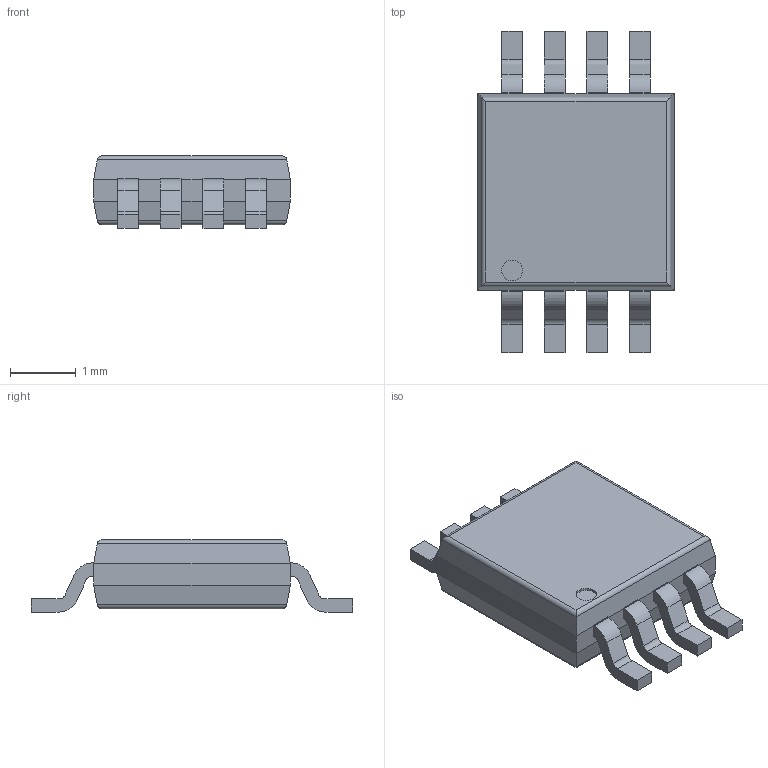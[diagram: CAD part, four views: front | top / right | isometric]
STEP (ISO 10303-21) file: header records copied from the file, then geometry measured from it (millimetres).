
FILE_DESCRIPTION (( 'STEP AP214' ), '1' );
FILE_NAME ( 'SOP8P65_300X490X110L55X31.STEP', '2022-07-04T14:57:34', ( '' ), ( '' ), '', '©2017 PCB Libraries, Inc.', '' );
FILE_SCHEMA (( 'AUTOMOTIVE_DESIGN' ));
Length unit declared in the file: millimetre
Products named in the file (1): SOP8P65_300X490X110L55X31
Bounding box: 3 x 4.9 x 1.1 mm (x, y, z)
Volume: 9.8 mm3; surface area: 39.9 mm2
Topology: 9 solids, 9 shells, 137 faces, 338 edges, 220 vertices
Faces by surface type: plane 95, cylinder 42
Entity records: 4533 total; most frequent: CARTESIAN_POINT 720, ORIENTED_EDGE 676, DIRECTION 674, EDGE_CURVE 338, VECTOR 262, LINE 262, VERTEX_POINT 220, AXIS2_PLACEMENT_3D 206
